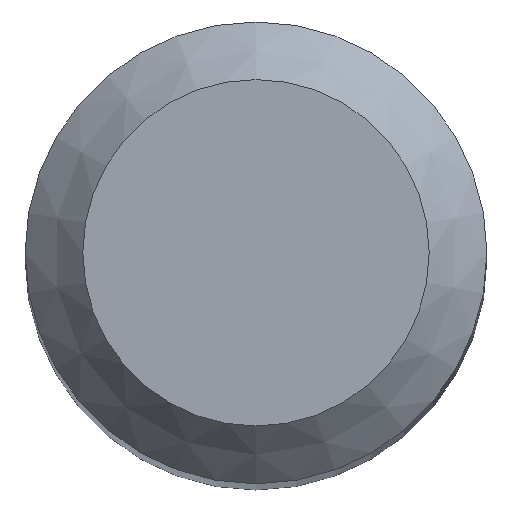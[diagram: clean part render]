
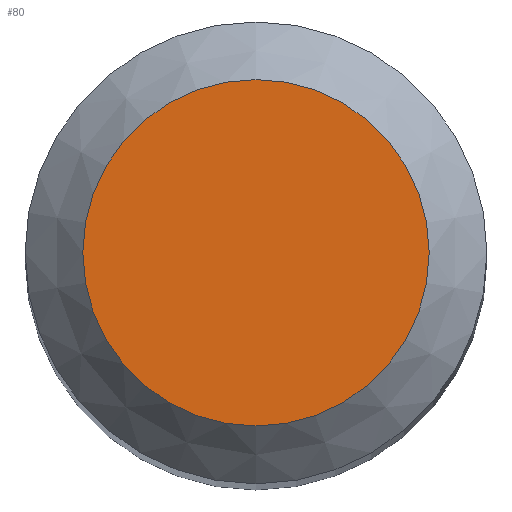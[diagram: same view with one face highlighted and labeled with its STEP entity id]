
A CAD part, top view. The second image highlights one B-rep face of the part: STEP entity #80.
In plain terms, the highlighted planar face has unit normal (0, 0, 1).
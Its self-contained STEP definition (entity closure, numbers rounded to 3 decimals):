
#47 = DIRECTION ( 'NONE',  ( 0., 1., 0. ) ) ;
#58 = EDGE_LOOP ( 'NONE', ( #192 ) ) ;
#67 = AXIS2_PLACEMENT_3D ( 'NONE', #106, #191, #47 ) ;
#71 = CARTESIAN_POINT ( 'NONE',  ( 0., 1.5, 50. ) ) ;
#80 = ADVANCED_FACE ( 'NONE', ( #105 ), #225, .F. ) ;
#87 = DIRECTION ( 'NONE',  ( 0., 0., -1. ) ) ;
#97 = CIRCLE ( 'NONE', #257, 1.5 ) ;
#99 = EDGE_CURVE ( 'NONE', #158, #158, #97, .T. ) ;
#105 = FACE_OUTER_BOUND ( 'NONE', #58, .T. ) ;
#106 = CARTESIAN_POINT ( 'NONE',  ( 0., 0., 50. ) ) ;
#158 = VERTEX_POINT ( 'NONE', #71 ) ;
#174 = DIRECTION ( 'NONE',  ( 0., 1., 0. ) ) ;
#191 = DIRECTION ( 'NONE',  ( 0., 0., -1. ) ) ;
#192 = ORIENTED_EDGE ( 'NONE', *, *, #99, .F. ) ;
#194 = CARTESIAN_POINT ( 'NONE',  ( 0., 0., 50. ) ) ;
#225 = PLANE ( 'NONE',  #67 ) ;
#257 = AXIS2_PLACEMENT_3D ( 'NONE', #194, #87, #174 ) ;
